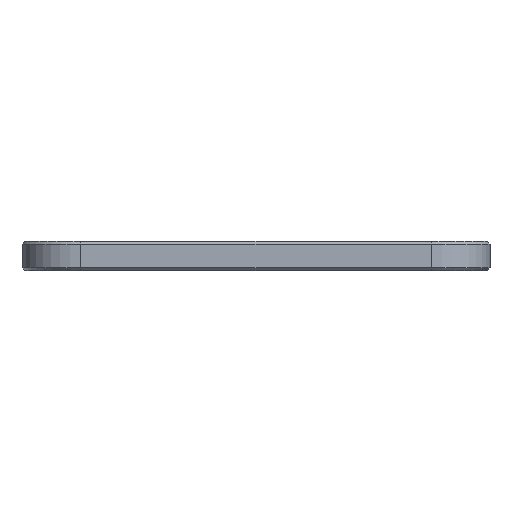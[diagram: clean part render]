
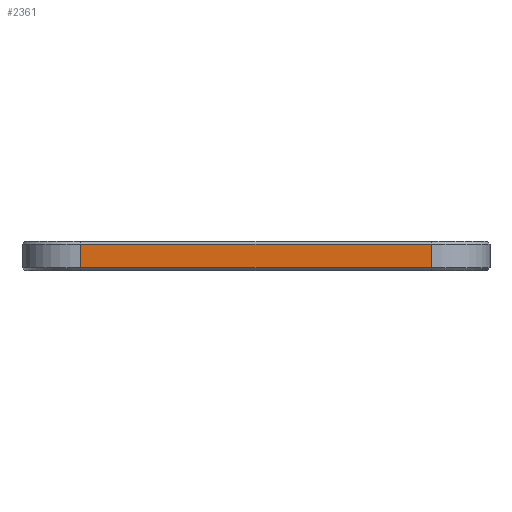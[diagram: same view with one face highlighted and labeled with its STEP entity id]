
A CAD part, front view. The second image highlights one B-rep face of the part: STEP entity #2361.
In plain terms, the highlighted planar face has unit normal (0, -1, 0).
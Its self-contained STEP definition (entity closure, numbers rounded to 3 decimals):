
#158 = PLANE('',#159);
#159 = AXIS2_PLACEMENT_3D('',#160,#161,#162);
#160 = CARTESIAN_POINT('',(0.,-6.1,0.15));
#161 = DIRECTION('',(0.,-0.707,-0.707));
#162 = DIRECTION('',(-1.,-0.,-0.));
#941 = VERTEX_POINT('',#942);
#942 = CARTESIAN_POINT('',(37.5,-6.25,0.3));
#978 = CYLINDRICAL_SURFACE('',#979,6.25);
#979 = AXIS2_PLACEMENT_3D('',#980,#981,#982);
#980 = CARTESIAN_POINT('',(37.5,0.,0.));
#981 = DIRECTION('',(-0.,-0.,-1.));
#982 = DIRECTION('',(1.,0.,0.));
#1050 = VERTEX_POINT('',#1051);
#1051 = CARTESIAN_POINT('',(0.,-6.25,0.3));
#1072 = EDGE_CURVE('',#1050,#941,#1073,.T.);
#1073 = SURFACE_CURVE('',#1074,(#1078,#1085),.PCURVE_S1.);
#1074 = LINE('',#1075,#1076);
#1075 = CARTESIAN_POINT('',(0.,-6.25,0.3));
#1076 = VECTOR('',#1077,1.);
#1077 = DIRECTION('',(1.,0.,0.));
#1078 = PCURVE('',#158,#1079);
#1079 = DEFINITIONAL_REPRESENTATION('',(#1080),#1084);
#1080 = LINE('',#1081,#1082);
#1081 = CARTESIAN_POINT('',(-0.,-0.212));
#1082 = VECTOR('',#1083,1.);
#1083 = DIRECTION('',(-1.,0.));
#1084 = ( GEOMETRIC_REPRESENTATION_CONTEXT(2) 
PARAMETRIC_REPRESENTATION_CONTEXT() REPRESENTATION_CONTEXT('2D SPACE',''
  ) );
#1085 = PCURVE('',#1086,#1091);
#1086 = PLANE('',#1087);
#1087 = AXIS2_PLACEMENT_3D('',#1088,#1089,#1090);
#1088 = CARTESIAN_POINT('',(0.,-6.25,0.));
#1089 = DIRECTION('',(0.,1.,0.));
#1090 = DIRECTION('',(1.,0.,0.));
#1091 = DEFINITIONAL_REPRESENTATION('',(#1092),#1096);
#1092 = LINE('',#1093,#1094);
#1093 = CARTESIAN_POINT('',(0.,-0.3));
#1094 = VECTOR('',#1095,1.);
#1095 = DIRECTION('',(1.,0.));
#1096 = ( GEOMETRIC_REPRESENTATION_CONTEXT(2) 
PARAMETRIC_REPRESENTATION_CONTEXT() REPRESENTATION_CONTEXT('2D SPACE',''
  ) );
#1119 = CYLINDRICAL_SURFACE('',#1120,6.25);
#1120 = AXIS2_PLACEMENT_3D('',#1121,#1122,#1123);
#1121 = CARTESIAN_POINT('',(0.,0.,0.));
#1122 = DIRECTION('',(-0.,-0.,-1.));
#1123 = DIRECTION('',(1.,0.,0.));
#2256 = EDGE_CURVE('',#941,#2257,#2259,.T.);
#2257 = VERTEX_POINT('',#2258);
#2258 = CARTESIAN_POINT('',(37.5,-6.25,2.825));
#2259 = SURFACE_CURVE('',#2260,(#2264,#2271),.PCURVE_S1.);
#2260 = LINE('',#2261,#2262);
#2261 = CARTESIAN_POINT('',(37.5,-6.25,0.));
#2262 = VECTOR('',#2263,1.);
#2263 = DIRECTION('',(0.,0.,1.));
#2264 = PCURVE('',#978,#2265);
#2265 = DEFINITIONAL_REPRESENTATION('',(#2266),#2270);
#2266 = LINE('',#2267,#2268);
#2267 = CARTESIAN_POINT('',(-4.712,0.));
#2268 = VECTOR('',#2269,1.);
#2269 = DIRECTION('',(-0.,-1.));
#2270 = ( GEOMETRIC_REPRESENTATION_CONTEXT(2) 
PARAMETRIC_REPRESENTATION_CONTEXT() REPRESENTATION_CONTEXT('2D SPACE',''
  ) );
#2271 = PCURVE('',#1086,#2272);
#2272 = DEFINITIONAL_REPRESENTATION('',(#2273),#2277);
#2273 = LINE('',#2274,#2275);
#2274 = CARTESIAN_POINT('',(37.5,0.));
#2275 = VECTOR('',#2276,1.);
#2276 = DIRECTION('',(0.,-1.));
#2277 = ( GEOMETRIC_REPRESENTATION_CONTEXT(2) 
PARAMETRIC_REPRESENTATION_CONTEXT() REPRESENTATION_CONTEXT('2D SPACE',''
  ) );
#2361 = ADVANCED_FACE('',(#2362),#1086,.F.);
#2362 = FACE_BOUND('',#2363,.F.);
#2363 = EDGE_LOOP('',(#2364,#2387,#2413,#2414));
#2364 = ORIENTED_EDGE('',*,*,#2365,.T.);
#2365 = EDGE_CURVE('',#1050,#2366,#2368,.T.);
#2366 = VERTEX_POINT('',#2367);
#2367 = CARTESIAN_POINT('',(0.,-6.25,2.825));
#2368 = SURFACE_CURVE('',#2369,(#2373,#2380),.PCURVE_S1.);
#2369 = LINE('',#2370,#2371);
#2370 = CARTESIAN_POINT('',(0.,-6.25,0.));
#2371 = VECTOR('',#2372,1.);
#2372 = DIRECTION('',(0.,0.,1.));
#2373 = PCURVE('',#1086,#2374);
#2374 = DEFINITIONAL_REPRESENTATION('',(#2375),#2379);
#2375 = LINE('',#2376,#2377);
#2376 = CARTESIAN_POINT('',(0.,0.));
#2377 = VECTOR('',#2378,1.);
#2378 = DIRECTION('',(0.,-1.));
#2379 = ( GEOMETRIC_REPRESENTATION_CONTEXT(2) 
PARAMETRIC_REPRESENTATION_CONTEXT() REPRESENTATION_CONTEXT('2D SPACE',''
  ) );
#2380 = PCURVE('',#1119,#2381);
#2381 = DEFINITIONAL_REPRESENTATION('',(#2382),#2386);
#2382 = LINE('',#2383,#2384);
#2383 = CARTESIAN_POINT('',(-4.712,0.));
#2384 = VECTOR('',#2385,1.);
#2385 = DIRECTION('',(-0.,-1.));
#2386 = ( GEOMETRIC_REPRESENTATION_CONTEXT(2) 
PARAMETRIC_REPRESENTATION_CONTEXT() REPRESENTATION_CONTEXT('2D SPACE',''
  ) );
#2387 = ORIENTED_EDGE('',*,*,#2388,.T.);
#2388 = EDGE_CURVE('',#2366,#2257,#2389,.T.);
#2389 = SURFACE_CURVE('',#2390,(#2394,#2401),.PCURVE_S1.);
#2390 = LINE('',#2391,#2392);
#2391 = CARTESIAN_POINT('',(0.,-6.25,2.825));
#2392 = VECTOR('',#2393,1.);
#2393 = DIRECTION('',(1.,0.,0.));
#2394 = PCURVE('',#1086,#2395);
#2395 = DEFINITIONAL_REPRESENTATION('',(#2396),#2400);
#2396 = LINE('',#2397,#2398);
#2397 = CARTESIAN_POINT('',(0.,-2.825));
#2398 = VECTOR('',#2399,1.);
#2399 = DIRECTION('',(1.,0.));
#2400 = ( GEOMETRIC_REPRESENTATION_CONTEXT(2) 
PARAMETRIC_REPRESENTATION_CONTEXT() REPRESENTATION_CONTEXT('2D SPACE',''
  ) );
#2401 = PCURVE('',#2402,#2407);
#2402 = PLANE('',#2403);
#2403 = AXIS2_PLACEMENT_3D('',#2404,#2405,#2406);
#2404 = CARTESIAN_POINT('',(0.,-6.1,2.975));
#2405 = DIRECTION('',(0.,0.707,-0.707));
#2406 = DIRECTION('',(-1.,-0.,-0.));
#2407 = DEFINITIONAL_REPRESENTATION('',(#2408),#2412);
#2408 = LINE('',#2409,#2410);
#2409 = CARTESIAN_POINT('',(-0.,-0.212));
#2410 = VECTOR('',#2411,1.);
#2411 = DIRECTION('',(-1.,0.));
#2412 = ( GEOMETRIC_REPRESENTATION_CONTEXT(2) 
PARAMETRIC_REPRESENTATION_CONTEXT() REPRESENTATION_CONTEXT('2D SPACE',''
  ) );
#2413 = ORIENTED_EDGE('',*,*,#2256,.F.);
#2414 = ORIENTED_EDGE('',*,*,#1072,.F.);
